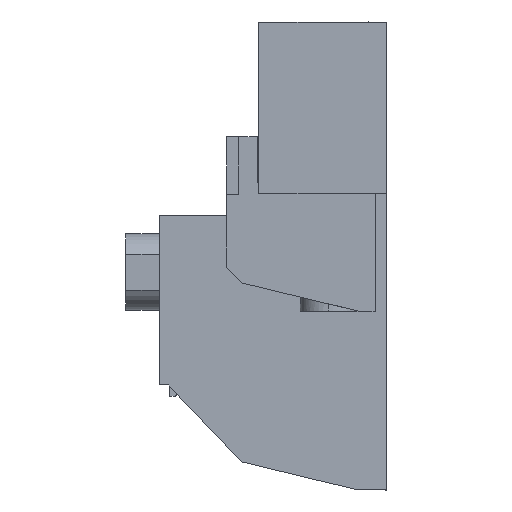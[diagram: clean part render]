
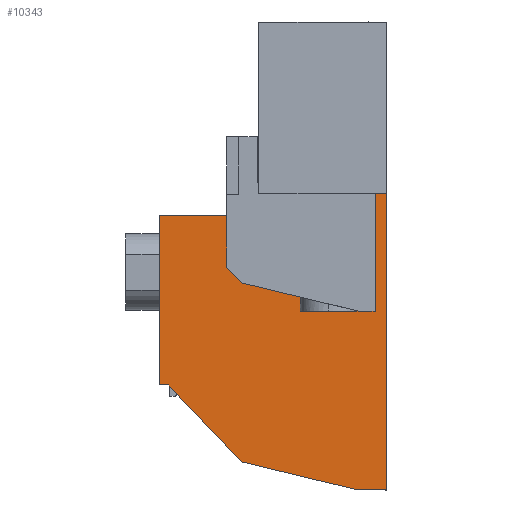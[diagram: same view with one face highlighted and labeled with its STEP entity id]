
A CAD part, left-side view. The second image highlights one B-rep face of the part: STEP entity #10343.
In plain terms, the highlighted planar face has unit normal (-1, 0, 0).
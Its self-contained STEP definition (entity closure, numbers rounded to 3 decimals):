
#10311=AXIS2_PLACEMENT_3D('Plane Axis2P3D',#10308,#10309,#10310) ;
#291=CARTESIAN_POINT('Vertex',(7.62,20.1,9.3)) ;
#296=CARTESIAN_POINT('Line Origine',(7.62,20.1,16.8)) ;
#300=CARTESIAN_POINT('Vertex',(7.62,20.1,24.3)) ;
#5986=CARTESIAN_POINT('Vertex',(7.62,12.85,2.5)) ;
#5991=CARTESIAN_POINT('Line Origine',(7.62,16.075,5.9)) ;
#5995=CARTESIAN_POINT('Vertex',(7.62,19.3,9.3)) ;
#6098=CARTESIAN_POINT('Vertex',(7.62,2.5,0.)) ;
#6101=CARTESIAN_POINT('Line Origine',(7.62,7.675,1.25)) ;
#6164=CARTESIAN_POINT('Line Origine',(7.62,19.7,9.3)) ;
#9908=CARTESIAN_POINT('Vertex',(7.62,0.,0.)) ;
#9911=CARTESIAN_POINT('Line Origine',(7.62,1.25,0.)) ;
#10282=CARTESIAN_POINT('Line Origine',(7.62,15.7,24.3)) ;
#10286=CARTESIAN_POINT('Vertex',(7.62,11.3,24.3)) ;
#10308=CARTESIAN_POINT('Axis2P3D Location',(7.62,0.,41.45)) ;
#10313=CARTESIAN_POINT('Line Origine',(7.62,5.65,27.93)) ;
#10317=CARTESIAN_POINT('Vertex',(7.62,11.3,27.93)) ;
#10319=CARTESIAN_POINT('Vertex',(7.62,0.,27.93)) ;
#10322=CARTESIAN_POINT('Line Origine',(7.62,11.3,26.115)) ;
#10327=CARTESIAN_POINT('Line Origine',(7.62,0.,13.965)) ;
#297=DIRECTION('Vector Direction',(0.,0.,-1.)) ;
#5992=DIRECTION('Vector Direction',(0.,-0.688,-0.726)) ;
#6102=DIRECTION('Vector Direction',(0.,-0.972,-0.235)) ;
#6165=DIRECTION('Vector Direction',(0.,-1.,0.)) ;
#9912=DIRECTION('Vector Direction',(0.,-1.,0.)) ;
#10283=DIRECTION('Vector Direction',(0.,-1.,0.)) ;
#10309=DIRECTION('Axis2P3D Direction',(1.,0.,0.)) ;
#10310=DIRECTION('Axis2P3D XDirection',(0.,0.,-1.)) ;
#10314=DIRECTION('Vector Direction',(0.,-1.,0.)) ;
#10323=DIRECTION('Vector Direction',(0.,0.,-1.)) ;
#10328=DIRECTION('Vector Direction',(0.,0.,-1.)) ;
#298=VECTOR('Line Direction',#297,1.) ;
#5993=VECTOR('Line Direction',#5992,1.) ;
#6103=VECTOR('Line Direction',#6102,1.) ;
#6166=VECTOR('Line Direction',#6165,1.) ;
#9913=VECTOR('Line Direction',#9912,1.) ;
#10284=VECTOR('Line Direction',#10283,1.) ;
#10315=VECTOR('Line Direction',#10314,1.) ;
#10324=VECTOR('Line Direction',#10323,1.) ;
#10329=VECTOR('Line Direction',#10328,1.) ;
#10333=ORIENTED_EDGE('',*,*,#10321,.F.) ;
#10334=ORIENTED_EDGE('',*,*,#10326,.T.) ;
#10335=ORIENTED_EDGE('',*,*,#10288,.F.) ;
#10336=ORIENTED_EDGE('',*,*,#302,.F.) ;
#10337=ORIENTED_EDGE('',*,*,#6168,.F.) ;
#10338=ORIENTED_EDGE('',*,*,#5997,.F.) ;
#10339=ORIENTED_EDGE('',*,*,#6105,.F.) ;
#10340=ORIENTED_EDGE('',*,*,#9915,.F.) ;
#10341=ORIENTED_EDGE('',*,*,#10331,.F.) ;
#10343=ADVANCED_FACE('HOUSING',(#10342),#10312,.F.) ;
#302=EDGE_CURVE('',#292,#301,#299,.F.) ;
#5997=EDGE_CURVE('',#5987,#5996,#5994,.F.) ;
#6105=EDGE_CURVE('',#6099,#5987,#6104,.F.) ;
#6168=EDGE_CURVE('',#5996,#292,#6167,.F.) ;
#9915=EDGE_CURVE('',#9909,#6099,#9914,.F.) ;
#10288=EDGE_CURVE('',#301,#10287,#10285,.T.) ;
#10321=EDGE_CURVE('',#10318,#10320,#10316,.T.) ;
#10326=EDGE_CURVE('',#10318,#10287,#10325,.T.) ;
#10331=EDGE_CURVE('',#10320,#9909,#10330,.T.) ;
#10332=EDGE_LOOP('',(#10333,#10334,#10335,#10336,#10337,#10338,#10339,#10340,#10341)) ;
#10342=FACE_OUTER_BOUND('',#10332,.T.) ;
#299=LINE('Line',#296,#298) ;
#5994=LINE('Line',#5991,#5993) ;
#6104=LINE('Line',#6101,#6103) ;
#6167=LINE('Line',#6164,#6166) ;
#9914=LINE('Line',#9911,#9913) ;
#10285=LINE('Line',#10282,#10284) ;
#10316=LINE('Line',#10313,#10315) ;
#10325=LINE('Line',#10322,#10324) ;
#10330=LINE('Line',#10327,#10329) ;
#10312=PLANE('',#10311) ;
#292=VERTEX_POINT('',#291) ;
#301=VERTEX_POINT('',#300) ;
#5987=VERTEX_POINT('',#5986) ;
#5996=VERTEX_POINT('',#5995) ;
#6099=VERTEX_POINT('',#6098) ;
#9909=VERTEX_POINT('',#9908) ;
#10287=VERTEX_POINT('',#10286) ;
#10318=VERTEX_POINT('',#10317) ;
#10320=VERTEX_POINT('',#10319) ;
